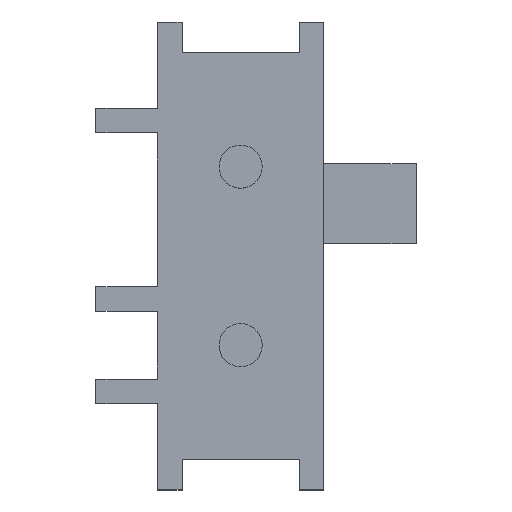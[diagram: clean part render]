
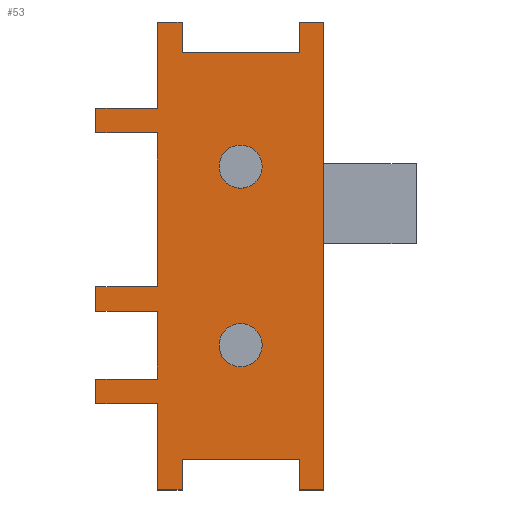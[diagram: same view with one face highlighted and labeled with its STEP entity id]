
A CAD part, top view. The second image highlights one B-rep face of the part: STEP entity #53.
In plain terms, the highlighted planar face has unit normal (0, 0, 1).
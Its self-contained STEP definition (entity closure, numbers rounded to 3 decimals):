
#53=ADVANCED_FACE('',(#404,#406,#408),#410,.T.);
#404=FACE_BOUND('',#405,.T.);
#405=EDGE_LOOP('',(#687,#688,#689,#690,#691,#692,#693,#694,#695,#696,#697,#698,#699,
#700,#701,#702,#703,#704,#705,#706,#707,#708,#709,#710));
#406=FACE_BOUND('',#407,.T.);
#407=EDGE_LOOP('',(#711));
#408=FACE_BOUND('',#409,.T.);
#409=EDGE_LOOP('',(#712));
#410=PLANE('',#411);
#411=AXIS2_PLACEMENT_3D('',#412,#413,#414);
#412=CARTESIAN_POINT('',(0.,0.,1.4));
#413=DIRECTION('',(0.,0.,1.));
#414=DIRECTION('',(-1.,0.,0.));
#687=ORIENTED_EDGE('',*,*,#887,.T.);
#688=ORIENTED_EDGE('',*,*,#888,.T.);
#689=ORIENTED_EDGE('',*,*,#889,.T.);
#690=ORIENTED_EDGE('',*,*,#890,.T.);
#691=ORIENTED_EDGE('',*,*,#891,.T.);
#692=ORIENTED_EDGE('',*,*,#892,.T.);
#693=ORIENTED_EDGE('',*,*,#893,.T.);
#694=ORIENTED_EDGE('',*,*,#894,.T.);
#695=ORIENTED_EDGE('',*,*,#895,.T.);
#696=ORIENTED_EDGE('',*,*,#896,.T.);
#697=ORIENTED_EDGE('',*,*,#897,.T.);
#698=ORIENTED_EDGE('',*,*,#898,.T.);
#699=ORIENTED_EDGE('',*,*,#899,.T.);
#700=ORIENTED_EDGE('',*,*,#900,.T.);
#701=ORIENTED_EDGE('',*,*,#901,.T.);
#702=ORIENTED_EDGE('',*,*,#902,.T.);
#703=ORIENTED_EDGE('',*,*,#903,.T.);
#704=ORIENTED_EDGE('',*,*,#904,.T.);
#705=ORIENTED_EDGE('',*,*,#905,.T.);
#706=ORIENTED_EDGE('',*,*,#906,.T.);
#707=ORIENTED_EDGE('',*,*,#907,.T.);
#708=ORIENTED_EDGE('',*,*,#908,.T.);
#709=ORIENTED_EDGE('',*,*,#909,.T.);
#710=ORIENTED_EDGE('',*,*,#910,.T.);
#711=ORIENTED_EDGE('',*,*,#911,.F.);
#712=ORIENTED_EDGE('',*,*,#912,.F.);
#887=EDGE_CURVE('',#987,#988,#989,.T.);
#888=EDGE_CURVE('',#988,#990,#991,.T.);
#889=EDGE_CURVE('',#990,#992,#993,.T.);
#890=EDGE_CURVE('',#992,#994,#995,.T.);
#891=EDGE_CURVE('',#994,#996,#997,.T.);
#892=EDGE_CURVE('',#996,#998,#999,.T.);
#893=EDGE_CURVE('',#998,#1000,#1001,.T.);
#894=EDGE_CURVE('',#1000,#1002,#1003,.T.);
#895=EDGE_CURVE('',#1002,#1004,#1005,.T.);
#896=EDGE_CURVE('',#1004,#1006,#1007,.T.);
#897=EDGE_CURVE('',#1006,#1008,#1009,.T.);
#898=EDGE_CURVE('',#1008,#1010,#1011,.T.);
#899=EDGE_CURVE('',#1010,#1012,#1013,.T.);
#900=EDGE_CURVE('',#1012,#1014,#1015,.T.);
#901=EDGE_CURVE('',#1014,#1016,#1017,.T.);
#902=EDGE_CURVE('',#1016,#1018,#1019,.T.);
#903=EDGE_CURVE('',#1018,#1020,#1021,.T.);
#904=EDGE_CURVE('',#1020,#1022,#1023,.T.);
#905=EDGE_CURVE('',#1022,#1024,#1025,.T.);
#906=EDGE_CURVE('',#1024,#1026,#1027,.T.);
#907=EDGE_CURVE('',#1026,#1028,#1029,.T.);
#908=EDGE_CURVE('',#1028,#1030,#1031,.T.);
#909=EDGE_CURVE('',#1030,#1032,#1033,.T.);
#910=EDGE_CURVE('',#1032,#987,#1034,.T.);
#911=EDGE_CURVE('',#1035,#1035,#1036,.T.);
#912=EDGE_CURVE('',#1037,#1037,#1038,.T.);
#987=VERTEX_POINT('',#1155);
#988=VERTEX_POINT('',#1156);
#989=LINE('',#1157,#1158);
#990=VERTEX_POINT('',#1160);
#991=LINE('',#1161,#1162);
#992=VERTEX_POINT('',#1164);
#993=LINE('',#1165,#1166);
#994=VERTEX_POINT('',#1168);
#995=LINE('',#1169,#1170);
#996=VERTEX_POINT('',#1172);
#997=LINE('',#1173,#1174);
#998=VERTEX_POINT('',#1176);
#999=LINE('',#1177,#1178);
#1000=VERTEX_POINT('',#1180);
#1001=LINE('',#1181,#1182);
#1002=VERTEX_POINT('',#1184);
#1003=LINE('',#1185,#1186);
#1004=VERTEX_POINT('',#1188);
#1005=LINE('',#1189,#1190);
#1006=VERTEX_POINT('',#1192);
#1007=LINE('',#1193,#1194);
#1008=VERTEX_POINT('',#1196);
#1009=LINE('',#1197,#1198);
#1010=VERTEX_POINT('',#1200);
#1011=LINE('',#1201,#1202);
#1012=VERTEX_POINT('',#1204);
#1013=LINE('',#1205,#1206);
#1014=VERTEX_POINT('',#1208);
#1015=LINE('',#1209,#1210);
#1016=VERTEX_POINT('',#1212);
#1017=LINE('',#1213,#1214);
#1018=VERTEX_POINT('',#1216);
#1019=LINE('',#1217,#1218);
#1020=VERTEX_POINT('',#1220);
#1021=LINE('',#1221,#1222);
#1022=VERTEX_POINT('',#1224);
#1023=LINE('',#1225,#1226);
#1024=VERTEX_POINT('',#1228);
#1025=LINE('',#1229,#1230);
#1026=VERTEX_POINT('',#1232);
#1027=LINE('',#1233,#1234);
#1028=VERTEX_POINT('',#1236);
#1029=LINE('',#1237,#1238);
#1030=VERTEX_POINT('',#1240);
#1031=LINE('',#1241,#1242);
#1032=VERTEX_POINT('',#1244);
#1033=LINE('',#1245,#1246);
#1034=LINE('',#1248,#1249);
#1035=VERTEX_POINT('',#1251);
#1036=CIRCLE('',#1252,0.35);
#1037=VERTEX_POINT('',#1256);
#1038=CIRCLE('',#1257,0.35);
#1155=CARTESIAN_POINT('',(-0.95,-3.3,1.4));
#1156=CARTESIAN_POINT('',(0.95,-3.3,1.4));
#1157=CARTESIAN_POINT('',(-0.95,-3.3,1.4));
#1158=VECTOR('',#1159,1.);
#1159=DIRECTION('',(1.,0.,0.));
#1160=CARTESIAN_POINT('',(0.95,-3.8,1.4));
#1161=CARTESIAN_POINT('',(0.95,-3.3,1.4));
#1162=VECTOR('',#1163,1.);
#1163=DIRECTION('',(0.,-1.,0.));
#1164=CARTESIAN_POINT('',(1.35,-3.8,1.4));
#1165=CARTESIAN_POINT('',(0.95,-3.8,1.4));
#1166=VECTOR('',#1167,1.);
#1167=DIRECTION('',(1.,0.,0.));
#1168=CARTESIAN_POINT('',(1.35,3.8,1.4));
#1169=CARTESIAN_POINT('',(1.35,-3.8,1.4));
#1170=VECTOR('',#1171,1.);
#1171=DIRECTION('',(0.,1.,0.));
#1172=CARTESIAN_POINT('',(0.95,3.8,1.4));
#1173=CARTESIAN_POINT('',(1.35,3.8,1.4));
#1174=VECTOR('',#1175,1.);
#1175=DIRECTION('',(-1.,0.,0.));
#1176=CARTESIAN_POINT('',(0.95,3.3,1.4));
#1177=CARTESIAN_POINT('',(0.95,3.8,1.4));
#1178=VECTOR('',#1179,1.);
#1179=DIRECTION('',(0.,-1.,0.));
#1180=CARTESIAN_POINT('',(-0.95,3.3,1.4));
#1181=CARTESIAN_POINT('',(0.95,3.3,1.4));
#1182=VECTOR('',#1183,1.);
#1183=DIRECTION('',(-1.,0.,0.));
#1184=CARTESIAN_POINT('',(-0.95,3.8,1.4));
#1185=CARTESIAN_POINT('',(-0.95,3.3,1.4));
#1186=VECTOR('',#1187,1.);
#1187=DIRECTION('',(0.,1.,0.));
#1188=CARTESIAN_POINT('',(-1.35,3.8,1.4));
#1189=CARTESIAN_POINT('',(-0.95,3.8,1.4));
#1190=VECTOR('',#1191,1.);
#1191=DIRECTION('',(-1.,0.,0.));
#1192=CARTESIAN_POINT('',(-1.35,2.4,1.4));
#1193=CARTESIAN_POINT('',(-1.35,3.8,1.4));
#1194=VECTOR('',#1195,1.);
#1195=DIRECTION('',(0.,-1.,0.));
#1196=CARTESIAN_POINT('',(-2.35,2.4,1.4));
#1197=CARTESIAN_POINT('',(-1.35,2.4,1.4));
#1198=VECTOR('',#1199,1.);
#1199=DIRECTION('',(-1.,0.,0.));
#1200=CARTESIAN_POINT('',(-2.35,2.,1.4));
#1201=CARTESIAN_POINT('',(-2.35,2.4,1.4));
#1202=VECTOR('',#1203,1.);
#1203=DIRECTION('',(0.,-1.,0.));
#1204=CARTESIAN_POINT('',(-1.35,2.,1.4));
#1205=CARTESIAN_POINT('',(-2.35,2.,1.4));
#1206=VECTOR('',#1207,1.);
#1207=DIRECTION('',(1.,0.,0.));
#1208=CARTESIAN_POINT('',(-1.35,-0.5,1.4));
#1209=CARTESIAN_POINT('',(-1.35,2.,1.4));
#1210=VECTOR('',#1211,1.);
#1211=DIRECTION('',(0.,-1.,0.));
#1212=CARTESIAN_POINT('',(-2.35,-0.5,1.4));
#1213=CARTESIAN_POINT('',(-1.35,-0.5,1.4));
#1214=VECTOR('',#1215,1.);
#1215=DIRECTION('',(-1.,0.,0.));
#1216=CARTESIAN_POINT('',(-2.35,-0.9,1.4));
#1217=CARTESIAN_POINT('',(-2.35,-0.5,1.4));
#1218=VECTOR('',#1219,1.);
#1219=DIRECTION('',(0.,-1.,0.));
#1220=CARTESIAN_POINT('',(-1.35,-0.9,1.4));
#1221=CARTESIAN_POINT('',(-2.35,-0.9,1.4));
#1222=VECTOR('',#1223,1.);
#1223=DIRECTION('',(1.,0.,0.));
#1224=CARTESIAN_POINT('',(-1.35,-2.,1.4));
#1225=CARTESIAN_POINT('',(-1.35,-0.9,1.4));
#1226=VECTOR('',#1227,1.);
#1227=DIRECTION('',(0.,-1.,0.));
#1228=CARTESIAN_POINT('',(-2.35,-2.,1.4));
#1229=CARTESIAN_POINT('',(-1.35,-2.,1.4));
#1230=VECTOR('',#1231,1.);
#1231=DIRECTION('',(-1.,0.,0.));
#1232=CARTESIAN_POINT('',(-2.35,-2.4,1.4));
#1233=CARTESIAN_POINT('',(-2.35,-2.,1.4));
#1234=VECTOR('',#1235,1.);
#1235=DIRECTION('',(0.,-1.,0.));
#1236=CARTESIAN_POINT('',(-1.35,-2.4,1.4));
#1237=CARTESIAN_POINT('',(-2.35,-2.4,1.4));
#1238=VECTOR('',#1239,1.);
#1239=DIRECTION('',(1.,0.,0.));
#1240=CARTESIAN_POINT('',(-1.35,-3.8,1.4));
#1241=CARTESIAN_POINT('',(-1.35,-2.4,1.4));
#1242=VECTOR('',#1243,1.);
#1243=DIRECTION('',(0.,-1.,0.));
#1244=CARTESIAN_POINT('',(-0.95,-3.8,1.4));
#1245=CARTESIAN_POINT('',(-1.35,-3.8,1.4));
#1246=VECTOR('',#1247,1.);
#1247=DIRECTION('',(1.,0.,0.));
#1248=CARTESIAN_POINT('',(-0.95,-3.8,1.4));
#1249=VECTOR('',#1250,1.);
#1250=DIRECTION('',(0.,1.,0.));
#1251=CARTESIAN_POINT('',(-0.35,-1.45,1.4));
#1252=AXIS2_PLACEMENT_3D('',#1253,#1254,#1255);
#1253=CARTESIAN_POINT('',(0.,-1.45,1.4));
#1254=DIRECTION('',(0.,0.,1.));
#1255=DIRECTION('',(-1.,0.,0.));
#1256=CARTESIAN_POINT('',(-0.35,1.45,1.4));
#1257=AXIS2_PLACEMENT_3D('',#1258,#1259,#1260);
#1258=CARTESIAN_POINT('',(0.,1.45,1.4));
#1259=DIRECTION('',(0.,0.,1.));
#1260=DIRECTION('',(-1.,0.,0.));
